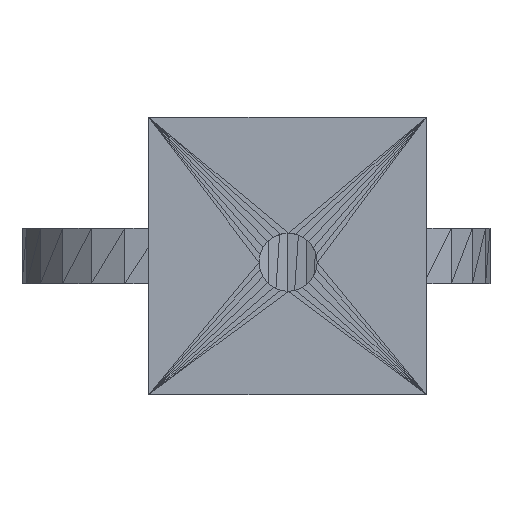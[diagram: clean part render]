
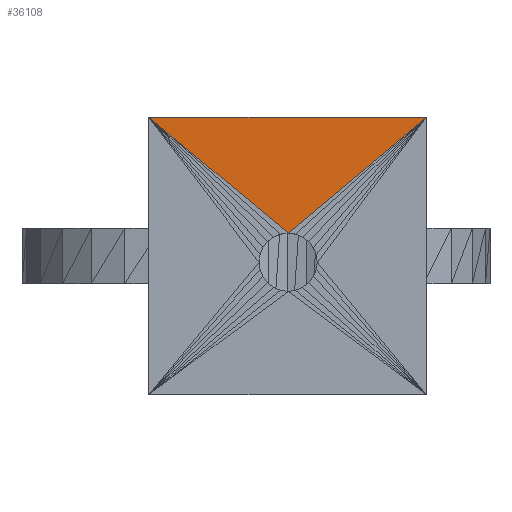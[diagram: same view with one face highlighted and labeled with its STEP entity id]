
A CAD part, front view. The second image highlights one B-rep face of the part: STEP entity #36108.
In plain terms, the highlighted planar face has unit normal (0, -1, 0).
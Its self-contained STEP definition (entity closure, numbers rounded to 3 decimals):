
#27226 = VERTEX_POINT('',#27227);
#27227 = CARTESIAN_POINT('',(19.192,0.,
    11.648));
#27241 = PLANE('',#27242);
#27242 = AXIS2_PLACEMENT_3D('',#27243,#27244,#27245);
#27243 = CARTESIAN_POINT('',(18.648,0.,
    11.577));
#27244 = DIRECTION('',(0.,1.,-0.));
#27245 = DIRECTION('',(0.,0.,1.));
#27347 = PLANE('',#27348);
#27348 = AXIS2_PLACEMENT_3D('',#27349,#27350,#27351);
#27349 = CARTESIAN_POINT('',(19.192,0.,
    11.648));
#27350 = DIRECTION('',(-0.,1.,0.));
#27351 = DIRECTION('',(0.,0.,1.));
#33198 = VERTEX_POINT('',#33199);
#33199 = CARTESIAN_POINT('',(9.15,0.,
    20.));
#33389 = PLANE('',#33390);
#33390 = AXIS2_PLACEMENT_3D('',#33391,#33392,#33393);
#33391 = CARTESIAN_POINT('',(29.15,0.,
    20.));
#33392 = DIRECTION('',(0.,0.,-1.));
#33393 = DIRECTION('',(-1.,0.,-0.));
#33404 = VERTEX_POINT('',#33405);
#33405 = CARTESIAN_POINT('',(29.15,0.,
    20.));
#33426 = EDGE_CURVE('',#33198,#33404,#33427,.T.);
#33427 = SURFACE_CURVE('',#33428,(#33432,#33439),.PCURVE_S1.);
#33428 = LINE('',#33429,#33430);
#33429 = CARTESIAN_POINT('',(9.15,0.,
    20.));
#33430 = VECTOR('',#33431,1.);
#33431 = DIRECTION('',(1.,0.,0.));
#33432 = PCURVE('',#33389,#33433);
#33433 = DEFINITIONAL_REPRESENTATION('',(#33434),#33438);
#33434 = LINE('',#33435,#33436);
#33435 = CARTESIAN_POINT('',(20.,0.));
#33436 = VECTOR('',#33437,1.);
#33437 = DIRECTION('',(-1.,0.));
#33438 = ( GEOMETRIC_REPRESENTATION_CONTEXT(2) 
PARAMETRIC_REPRESENTATION_CONTEXT() REPRESENTATION_CONTEXT('2D SPACE',''
  ) );
#33439 = PCURVE('',#33440,#33445);
#33440 = PLANE('',#33441);
#33441 = AXIS2_PLACEMENT_3D('',#33442,#33443,#33444);
#33442 = CARTESIAN_POINT('',(9.15,0.,
    20.));
#33443 = DIRECTION('',(-0.,1.,0.));
#33444 = DIRECTION('',(0.,0.,1.));
#33445 = DEFINITIONAL_REPRESENTATION('',(#33446),#33449);
#33446 = B_SPLINE_CURVE_WITH_KNOTS('',1,(#33447,#33448),.UNSPECIFIED.,
  .F.,.F.,(2,2),(0.,20.),.PIECEWISE_BEZIER_KNOTS.);
#33447 = CARTESIAN_POINT('',(0.,0.));
#33448 = CARTESIAN_POINT('',(0.,20.));
#33449 = ( GEOMETRIC_REPRESENTATION_CONTEXT(2) 
PARAMETRIC_REPRESENTATION_CONTEXT() REPRESENTATION_CONTEXT('2D SPACE',''
  ) );
#36089 = EDGE_CURVE('',#33404,#27226,#36090,.T.);
#36090 = SURFACE_CURVE('',#36091,(#36095,#36102),.PCURVE_S1.);
#36091 = LINE('',#36092,#36093);
#36092 = CARTESIAN_POINT('',(29.15,0.,
    20.));
#36093 = VECTOR('',#36094,1.);
#36094 = DIRECTION('',(-0.766,0.,-0.643));
#36095 = PCURVE('',#27347,#36096);
#36096 = DEFINITIONAL_REPRESENTATION('',(#36097),#36101);
#36097 = LINE('',#36098,#36099);
#36098 = CARTESIAN_POINT('',(8.352,9.958));
#36099 = VECTOR('',#36100,1.);
#36100 = DIRECTION('',(-0.643,-0.766));
#36101 = ( GEOMETRIC_REPRESENTATION_CONTEXT(2) 
PARAMETRIC_REPRESENTATION_CONTEXT() REPRESENTATION_CONTEXT('2D SPACE',''
  ) );
#36102 = PCURVE('',#33440,#36103);
#36103 = DEFINITIONAL_REPRESENTATION('',(#36104),#36107);
#36104 = B_SPLINE_CURVE_WITH_KNOTS('',1,(#36105,#36106),.UNSPECIFIED.,
  .F.,.F.,(2,2),(0.,12.997),.PIECEWISE_BEZIER_KNOTS.);
#36105 = CARTESIAN_POINT('',(0.,20.));
#36106 = CARTESIAN_POINT('',(-8.352,10.042));
#36107 = ( GEOMETRIC_REPRESENTATION_CONTEXT(2) 
PARAMETRIC_REPRESENTATION_CONTEXT() REPRESENTATION_CONTEXT('2D SPACE',''
  ) );
#36108 = ADVANCED_FACE('',(#36109),#33440,.F.);
#36109 = FACE_BOUND('',#36110,.T.);
#36110 = EDGE_LOOP('',(#36111,#36131,#36132));
#36111 = ORIENTED_EDGE('',*,*,#36112,.T.);
#36112 = EDGE_CURVE('',#33198,#27226,#36113,.T.);
#36113 = SURFACE_CURVE('',#36114,(#36118,#36125),.PCURVE_S1.);
#36114 = LINE('',#36115,#36116);
#36115 = CARTESIAN_POINT('',(9.15,0.,
    20.));
#36116 = VECTOR('',#36117,1.);
#36117 = DIRECTION('',(0.769,0.,-0.639));
#36118 = PCURVE('',#33440,#36119);
#36119 = DEFINITIONAL_REPRESENTATION('',(#36120),#36124);
#36120 = LINE('',#36121,#36122);
#36121 = CARTESIAN_POINT('',(0.,0.));
#36122 = VECTOR('',#36123,1.);
#36123 = DIRECTION('',(-0.639,0.769));
#36124 = ( GEOMETRIC_REPRESENTATION_CONTEXT(2) 
PARAMETRIC_REPRESENTATION_CONTEXT() REPRESENTATION_CONTEXT('2D SPACE',''
  ) );
#36125 = PCURVE('',#27241,#36126);
#36126 = DEFINITIONAL_REPRESENTATION('',(#36127),#36130);
#36127 = B_SPLINE_CURVE_WITH_KNOTS('',1,(#36128,#36129),.UNSPECIFIED.,
  .F.,.F.,(2,2),(0.,13.061),.PIECEWISE_BEZIER_KNOTS.);
#36128 = CARTESIAN_POINT('',(8.423,-9.498));
#36129 = CARTESIAN_POINT('',(0.072,0.544));
#36130 = ( GEOMETRIC_REPRESENTATION_CONTEXT(2) 
PARAMETRIC_REPRESENTATION_CONTEXT() REPRESENTATION_CONTEXT('2D SPACE',''
  ) );
#36131 = ORIENTED_EDGE('',*,*,#36089,.F.);
#36132 = ORIENTED_EDGE('',*,*,#33426,.F.);
